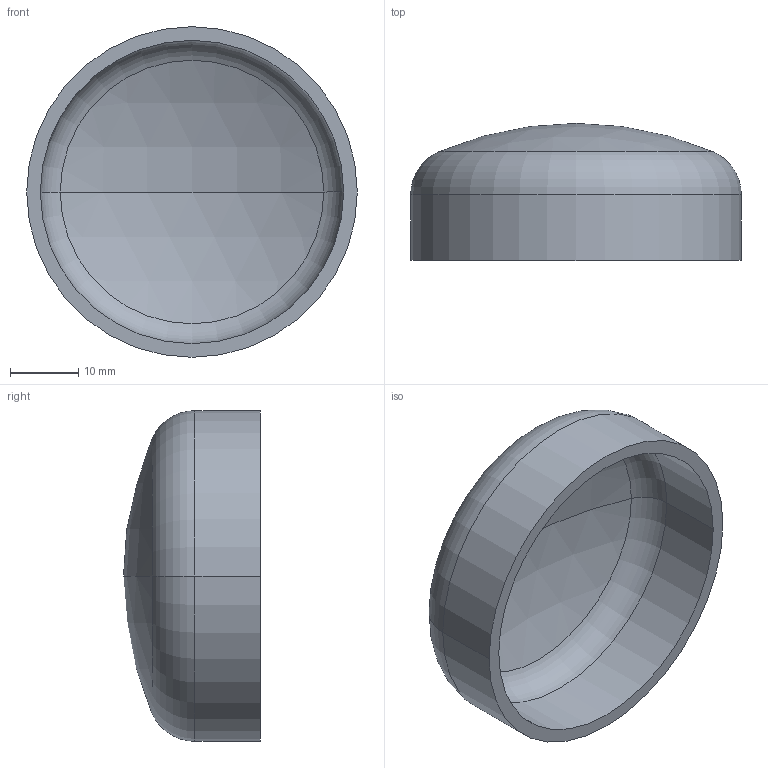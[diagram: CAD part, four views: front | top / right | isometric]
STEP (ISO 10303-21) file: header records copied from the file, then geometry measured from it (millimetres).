
FILE_DESCRIPTION (( 'STEP AP203' ), '1' );
FILE_NAME ('60281-240-48.step', '2022-02-01T15:56:33', ( '' ), ( '' ), 'SwSTEP 2.0', 'SolidWorks 2018', '' );
FILE_SCHEMA (( 'CONFIG_CONTROL_DESIGN' ));
Length unit declared in the file: millimetre
Products named in the file (2): 60281-240-48
Bounding box: 48.3 x 20 x 48.3 mm (x, y, z)
Volume: 7181.8 mm3; surface area: 7490.5 mm2
Topology: 1 solids, 1 shells, 325 faces, 864 edges, 574 vertices
Faces by surface type: bspline 141, plane 132, cylinder 44, torus 4, sphere 4
Entity records: 15499 total; most frequent: CARTESIAN_POINT 8162, ORIENTED_EDGE 1728, DIRECTION 1074, EDGE_CURVE 864, VERTEX_POINT 574, LINE 402, VECTOR 402, EDGE_LOOP 358
